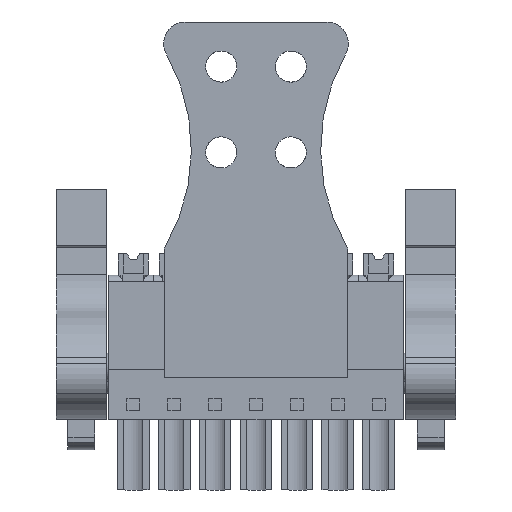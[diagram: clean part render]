
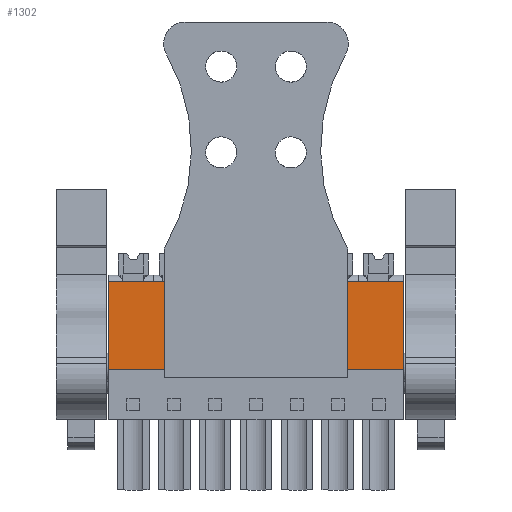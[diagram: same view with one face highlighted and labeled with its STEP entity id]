
A CAD part, front view. The second image highlights one B-rep face of the part: STEP entity #1302.
In plain terms, the highlighted planar face has unit normal (0, -1, 0).
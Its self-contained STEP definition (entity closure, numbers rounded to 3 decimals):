
#1282=AXIS2_PLACEMENT_3D('Plane Axis2P3D',#1279,#1280,#1281) ;
#77=CARTESIAN_POINT('Vertex',(4.9,2.029,11.25)) ;
#80=CARTESIAN_POINT('Line Origine',(4.9,2.029,15.325)) ;
#84=CARTESIAN_POINT('Vertex',(4.9,2.029,19.4)) ;
#1264=CARTESIAN_POINT('Vertex',(32.36,2.029,11.25)) ;
#1267=CARTESIAN_POINT('Line Origine',(18.63,2.029,11.25)) ;
#1279=CARTESIAN_POINT('Axis2P3D Location',(0.99,2.029,19.4)) ;
#1284=CARTESIAN_POINT('Line Origine',(32.36,2.029,15.325)) ;
#1288=CARTESIAN_POINT('Vertex',(32.36,2.029,19.4)) ;
#1291=CARTESIAN_POINT('Line Origine',(18.63,2.029,19.4)) ;
#81=DIRECTION('Vector Direction',(0.,0.,1.)) ;
#1268=DIRECTION('Vector Direction',(1.,0.,0.)) ;
#1280=DIRECTION('Axis2P3D Direction',(0.,-1.,0.)) ;
#1281=DIRECTION('Axis2P3D XDirection',(0.,0.,-1.)) ;
#1285=DIRECTION('Vector Direction',(0.,0.,-1.)) ;
#1292=DIRECTION('Vector Direction',(1.,0.,0.)) ;
#82=VECTOR('Line Direction',#81,1.) ;
#1269=VECTOR('Line Direction',#1268,1.) ;
#1286=VECTOR('Line Direction',#1285,1.) ;
#1293=VECTOR('Line Direction',#1292,1.) ;
#1297=ORIENTED_EDGE('',*,*,#1271,.T.) ;
#1298=ORIENTED_EDGE('',*,*,#1290,.F.) ;
#1299=ORIENTED_EDGE('',*,*,#1295,.F.) ;
#1300=ORIENTED_EDGE('',*,*,#86,.F.) ;
#1302=ADVANCED_FACE('HOUSING',(#1301),#1283,.T.) ;
#86=EDGE_CURVE('',#78,#85,#83,.T.) ;
#1271=EDGE_CURVE('',#78,#1265,#1270,.T.) ;
#1290=EDGE_CURVE('',#1289,#1265,#1287,.T.) ;
#1295=EDGE_CURVE('',#85,#1289,#1294,.T.) ;
#1296=EDGE_LOOP('',(#1297,#1298,#1299,#1300)) ;
#1301=FACE_OUTER_BOUND('',#1296,.T.) ;
#83=LINE('Line',#80,#82) ;
#1270=LINE('Line',#1267,#1269) ;
#1287=LINE('Line',#1284,#1286) ;
#1294=LINE('Line',#1291,#1293) ;
#1283=PLANE('',#1282) ;
#78=VERTEX_POINT('',#77) ;
#85=VERTEX_POINT('',#84) ;
#1265=VERTEX_POINT('',#1264) ;
#1289=VERTEX_POINT('',#1288) ;
